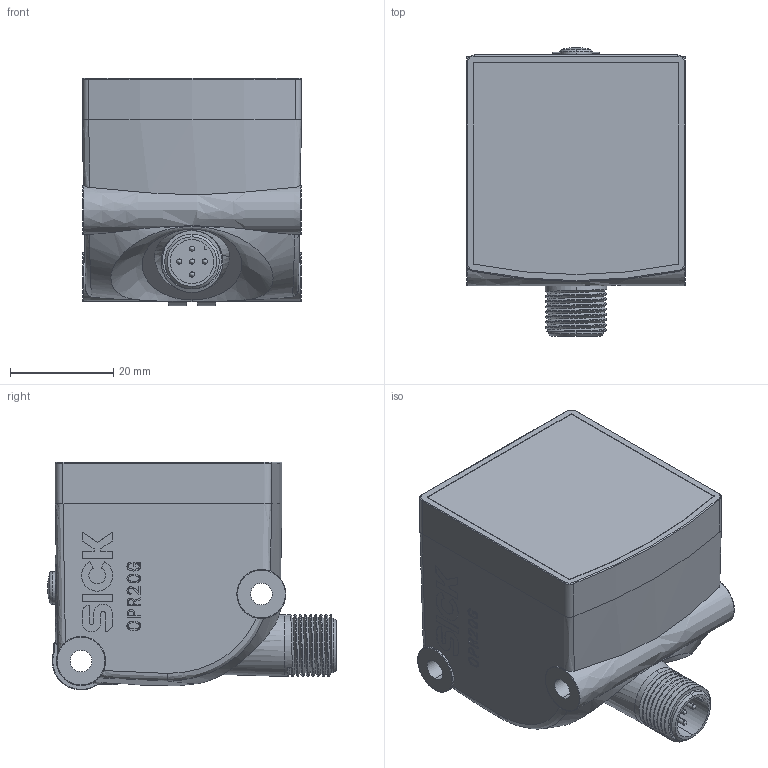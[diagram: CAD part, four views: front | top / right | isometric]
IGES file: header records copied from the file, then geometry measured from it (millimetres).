
Start section: SolidWorks IGES file using analytic representation for surfaces
Global section: file name: OPR20G-xxxxxxx7-S125466.IGS; native system: SolidWorks 2014; preprocessor: SolidWorks 2014; author: SYSTEM; date: 141118.220109; units: millimetre
Bounding box: 42.5 x 56.03 x 44.2 mm (x, y, z)
Volume: 85.8 mm3; surface area: 13446.7 mm2
Topology: 1 solids, 3 shells, 701 faces, 1867 edges, 1219 vertices
Faces by surface type: bspline 271, plane 244, revolution 186
